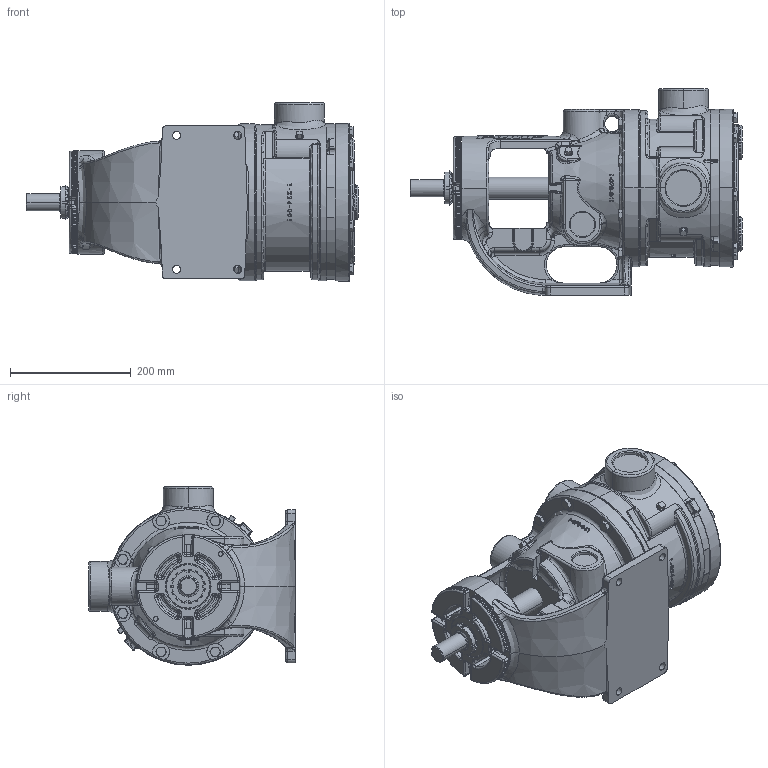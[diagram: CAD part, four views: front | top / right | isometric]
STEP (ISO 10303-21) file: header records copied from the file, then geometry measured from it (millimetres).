
FILE_DESCRIPTION (( 'STEP AP214' ), '1' );
FILE_NAME ('L224A.STEP', '2016-10-10T16:10:53', ( '' ), ( '' ), 'SwSTEP 2.0', 'SolidWorks 2015', '' );
FILE_SCHEMA (( 'AUTOMOTIVE_DESIGN' ));
Length unit declared in the file: inch
Products named in the file (2): L224A
Bounding box: 550.72 x 342.9 x 296.47 mm (x, y, z)
Volume: 15872508.9 mm3; surface area: 717108.6 mm2
Topology: 1 solids, 1 shells, 2662 faces, 6800 edges, 4169 vertices
Faces by surface type: plane 751, bspline 631, cone 606, cylinder 435, torus 175, sphere 64
Entity records: 181864 total; most frequent: CARTESIAN_POINT 98741, ORIENTED_EDGE 13486, DIRECTION 11036, EDGE_CURVE 6743, AXIS2_PLACEMENT_3D 4530, VERTEX_POINT 4167, EDGE_LOOP 2768, ADVANCED_FACE 2662
